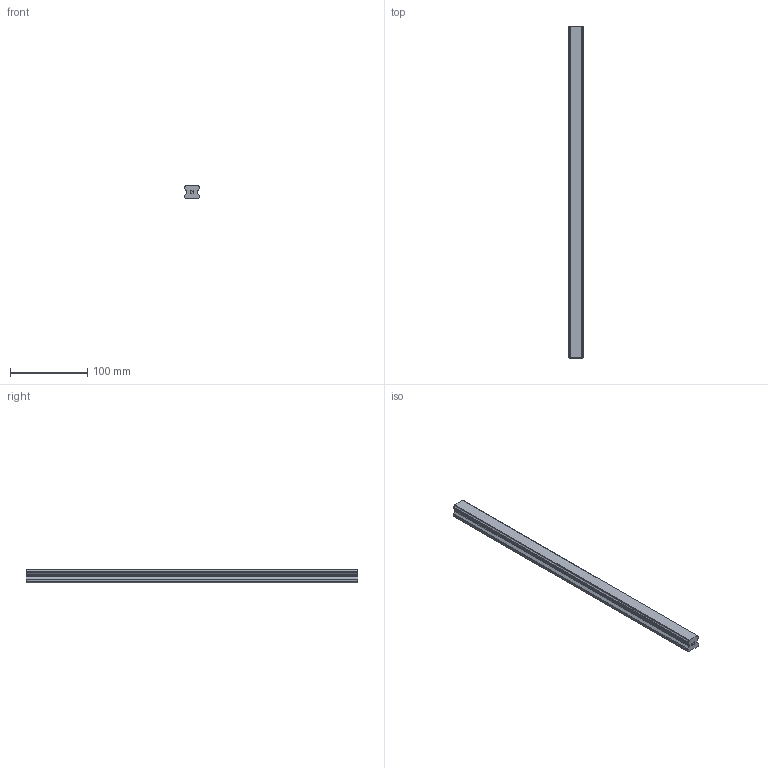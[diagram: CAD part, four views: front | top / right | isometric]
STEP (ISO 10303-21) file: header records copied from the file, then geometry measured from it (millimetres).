
FILE_DESCRIPTION(('STEP AP214'),'1');
FILE_NAME('cctmp_B0C48D5B-C653-4500-9909-45BFCBAE1BB3_2021_01_22_13_55_28_0105..stp','2021-01-22T12:55:28',('HIWIN GmbH'),('CADClick - www.CADClick.com'),'Spatial InterOp 3D',' ','unknown authorization');
FILE_SCHEMA(('AUTOMOTIVE_DESIGN'));
Length unit declared in the file: millimetre
Products named in the file (1): HGR20T430C_FILE
Bounding box: 20 x 430 x 17.5 mm (x, y, z)
Volume: 127038.9 mm3; surface area: 34754 mm2
Topology: 1 solids, 1 shells, 135 faces, 373 edges, 237 vertices
Faces by surface type: plane 85, cylinder 36, cone 14
Entity records: 5273 total; most frequent: CARTESIAN_POINT 732, ORIENTED_EDGE 718, DIRECTION 703, EDGE_CURVE 359, LINE 287, VECTOR 287, VERTEX_POINT 237, AXIS2_PLACEMENT_3D 208
